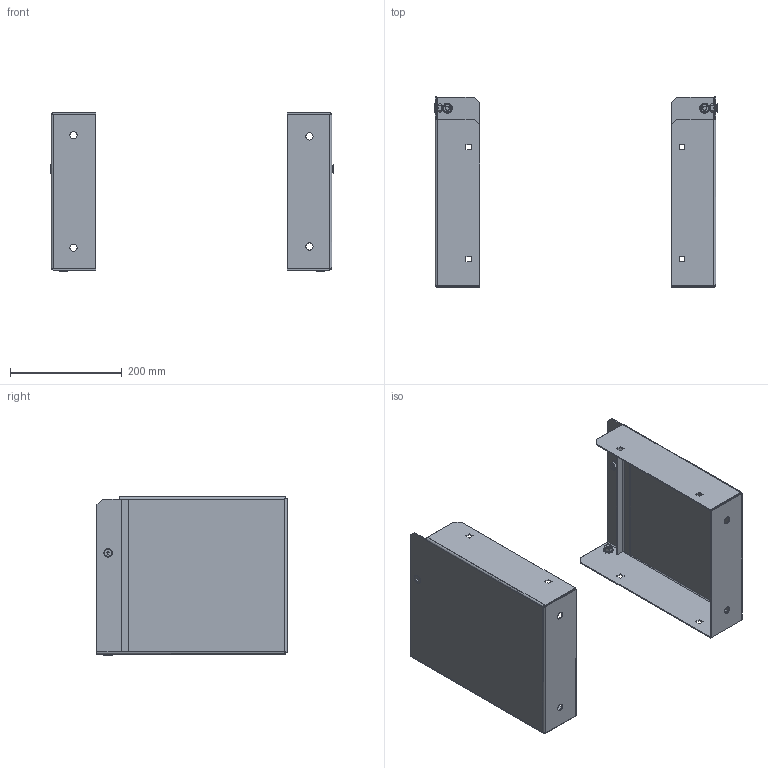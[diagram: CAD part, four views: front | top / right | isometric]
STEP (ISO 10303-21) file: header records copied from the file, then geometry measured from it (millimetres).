
FILE_DESCRIPTION (( 'STEP AP203' ), '1' );
FILE_NAME ('U1365303005 Ýëåìåíòû áîêîâûå öîêîëÿ UC2 30.30 (2øò) (000.136.020).STEP', '2022-04-28T13:41:42', ( '' ), ( '' ), 'SwSTEP 2.0', 'SolidWorks 2017', '' );
FILE_SCHEMA (( 'CONFIG_CONTROL_DESIGN' ));
Length unit declared in the file: millimetre
Products named in the file (9): 026-616 赶鎀鍧_00 (30); Êîëüöî ñòîïîðíîå 300 íåéëîí 6 DUBO (Ì5) Ø029; 070-27 Ïàíåëü öîêîëÿ UC2_00 (30 «¥¢ ï); 000.136.019 Ýëåìåíò öîêîëÿ áîêîâîé UC2_00 (30 «¥¢ ï); socket countersunk head screw_din_DIN 7991 - M8 x 16 --- 7.8N; 070-27 Ïàíåëü öîêîëÿ UC2_01 (30 ¯à ¢ ï); 000.136.019 Ýëåìåíò öîêîëÿ áîêîâîé UC2_01 (30 ¯à ¢ ï); hex flange nut_din_Hexagon Flange Nut DIN 6923 - M8 - N; U1365303005 Ýëåìåíòû áîêîâûå öîêîëÿ UC2 30.30 (2øò) (000.136.020)
Assembly tree (18 placements, depth 3):
  U1365303005 Ýëåìåíòû áîêîâûå öîêîëÿ UC2 30.30 (2øò) (000.136.020)
    000.136.019 Ýëåìåíò öîêîëÿ áîêîâîé UC2_00 (30 «¥¢ ï)
      070-27 Ïàíåëü öîêîëÿ UC2_00 (30 «¥¢ ï)
      026-616 赶鎀鍧_00 (30)
    000.136.019 Ýëåìåíò öîêîëÿ áîêîâîé UC2_01 (30 ¯à ¢ ï)
      070-27 Ïàíåëü öîêîëÿ UC2_01 (30 ¯à ¢ ï)
      026-616 赶鎀鍧_00 (30)
    socket countersunk head screw_din_DIN 7991 - M8 x 16 --- 7.8N  x4
    Êîëüöî ñòîïîðíîå 300 íåéëîí 6 DUBO (Ì5) Ø029  x4
    hex flange nut_din_Hexagon Flange Nut DIN 6923 - M8 - N  x4
Bounding box: 507.8 x 340 x 282.85 mm (x, y, z)
Volume: 700072.5 mm3; surface area: 710054.7 mm2
Topology: 16 solids, 16 shells, 432 faces, 960 edges, 556 vertices
Faces by surface type: plane 200, cone 112, cylinder 72, bspline 32, torus 16
Entity records: 7589 total; most frequent: CARTESIAN_POINT 1776, DIRECTION 938, ORIENTED_EDGE 936, EDGE_CURVE 468, AXIS2_PLACEMENT_3D 313, LINE 312, VECTOR 312, VERTEX_POINT 279
